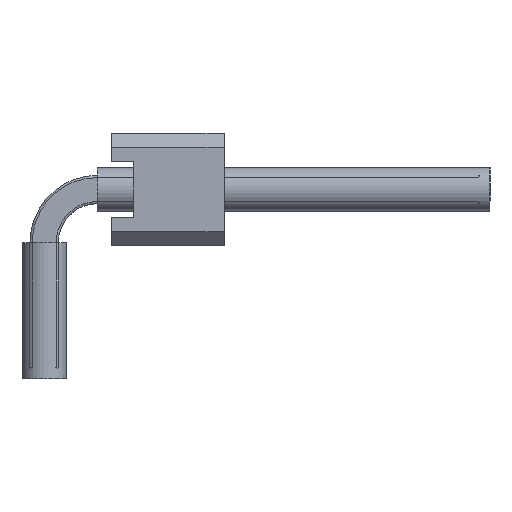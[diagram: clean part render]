
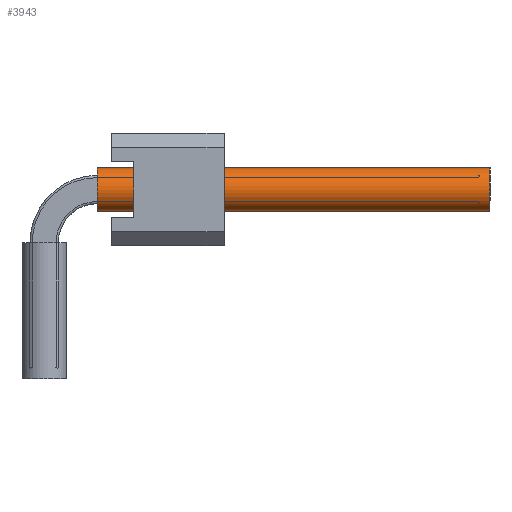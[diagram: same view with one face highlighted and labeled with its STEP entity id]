
A CAD part, left-side view. The second image highlights one B-rep face of the part: STEP entity #3943.
In plain terms, the highlighted cylindrical face has radius 0.5 mm (diameter 1 mm), a full revolution.
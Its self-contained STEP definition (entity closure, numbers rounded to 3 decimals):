
#2216=ORIENTED_EDGE('',*,*,#2776,.F.);
#2217=ORIENTED_EDGE('',*,*,#2777,.T.);
#2776=EDGE_CURVE('',#3148,#3148,#3256,.T.);
#2777=EDGE_CURVE('',#3149,#3149,#3257,.T.);
#3148=VERTEX_POINT('',#6539);
#3149=VERTEX_POINT('',#6541);
#3256=CIRCLE('',#4303,0.5);
#3257=CIRCLE('',#4304,0.5);
#3474=EDGE_LOOP('',(#2216));
#3475=EDGE_LOOP('',(#2217));
#3692=FACE_BOUND('',#3474,.T.);
#3693=FACE_BOUND('',#3475,.T.);
#3749=CYLINDRICAL_SURFACE('',#4302,0.5);
#3943=ADVANCED_FACE('',(#3692,#3693),#3749,.F.);
#4302=AXIS2_PLACEMENT_3D('',#6537,#5386,#5387);
#4303=AXIS2_PLACEMENT_3D('',#6538,#5388,#5389);
#4304=AXIS2_PLACEMENT_3D('',#6540,#5390,#5391);
#5386=DIRECTION('',(1.,0.,0.));
#5387=DIRECTION('',(0.,0.,-1.));
#5388=DIRECTION('',(-1.,0.,0.));
#5389=DIRECTION('',(0.,0.,1.));
#5390=DIRECTION('',(-1.,0.,0.));
#5391=DIRECTION('',(0.,0.,1.));
#6537=CARTESIAN_POINT('',(1.2,0.,4.27));
#6538=CARTESIAN_POINT('',(10.06,0.,4.27));
#6539=CARTESIAN_POINT('',(10.06,0.,4.77));
#6540=CARTESIAN_POINT('',(1.2,0.,4.27));
#6541=CARTESIAN_POINT('',(1.2,0.,4.77));
